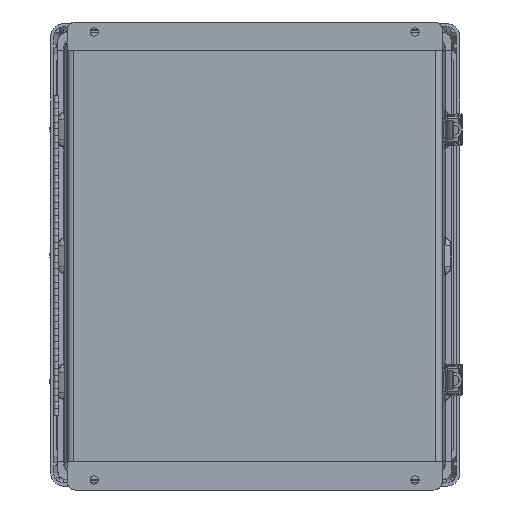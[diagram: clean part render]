
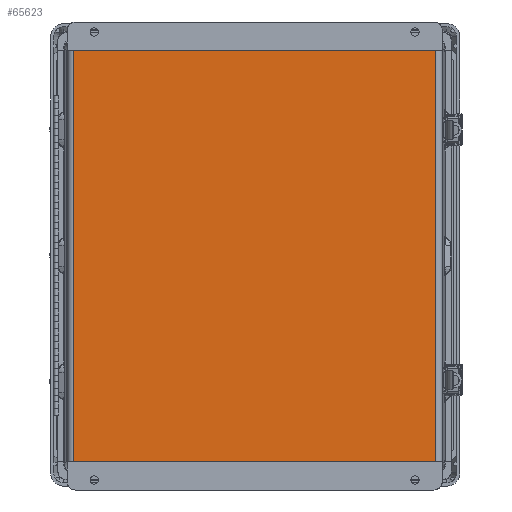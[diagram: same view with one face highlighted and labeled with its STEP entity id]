
A CAD part, front view. The second image highlights one B-rep face of the part: STEP entity #65623.
In plain terms, the highlighted planar face has unit normal (0, -1, 0).
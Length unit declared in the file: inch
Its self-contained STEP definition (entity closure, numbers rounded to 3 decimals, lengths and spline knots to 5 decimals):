
#1322 = CARTESIAN_POINT ( 'NONE',  ( 15.14294, 6.52222, 20.06101 ) ) ;
#2410 = LINE ( 'NONE', #1322, #96303 ) ;
#2766 = CARTESIAN_POINT ( 'NONE',  ( 15.47334, 6.52222, 20.06101 ) ) ;
#2956 = CARTESIAN_POINT ( 'NONE',  ( 15.14294, 6.52222, 4.66731 ) ) ;
#3094 = DIRECTION ( 'NONE',  ( -1., 0., 0. ) ) ;
#4510 = EDGE_CURVE ( 'NONE', #87300, #78438, #11478, .T. ) ;
#5566 = CARTESIAN_POINT ( 'NONE',  ( 15.47334, 6.52222, 4.66731 ) ) ;
#10030 = DIRECTION ( 'NONE',  ( 0., 0., -1. ) ) ;
#11355 = ORIENTED_EDGE ( 'NONE', *, *, #11696, .T. ) ;
#11478 = LINE ( 'NONE', #79437, #101685 ) ;
#11696 = EDGE_CURVE ( 'NONE', #78438, #51561, #19323, .T. ) ;
#11852 = CARTESIAN_POINT ( 'NONE',  ( 15.14294, 6.52222, 20.06101 ) ) ;
#17802 = EDGE_CURVE ( 'NONE', #83697, #87300, #2410, .T. ) ;
#17818 = FACE_OUTER_BOUND ( 'NONE', #50043, .T. ) ;
#19323 = LINE ( 'NONE', #88391, #84990 ) ;
#31731 = LINE ( 'NONE', #5566, #98555 ) ;
#35322 = DIRECTION ( 'NONE',  ( 0., 0., 1. ) ) ;
#39684 = AXIS2_PLACEMENT_3D ( 'NONE', #2766, #85809, #10030 ) ;
#41364 = ORIENTED_EDGE ( 'NONE', *, *, #69253, .F. ) ;
#50043 = EDGE_LOOP ( 'NONE', ( #41364, #50522, #95130, #11355 ) ) ;
#50522 = ORIENTED_EDGE ( 'NONE', *, *, #17802, .T. ) ;
#51561 = VERTEX_POINT ( 'NONE', #99828 ) ;
#65623 = ADVANCED_FACE ( 'NONE', ( #17818 ), #88013, .F. ) ;
#69253 = EDGE_CURVE ( 'NONE', #83697, #51561, #31731, .T. ) ;
#70889 = CARTESIAN_POINT ( 'NONE',  ( 1.56753, 6.52222, 20.06101 ) ) ;
#72440 = DIRECTION ( 'NONE',  ( -1., 0., 0. ) ) ;
#78438 = VERTEX_POINT ( 'NONE', #70889 ) ;
#79437 = CARTESIAN_POINT ( 'NONE',  ( 15.47334, 6.52222, 20.06101 ) ) ;
#83697 = VERTEX_POINT ( 'NONE', #2956 ) ;
#84990 = VECTOR ( 'NONE', #87854, 39.37008 ) ;
#85809 = DIRECTION ( 'NONE',  ( 0., 1., 0. ) ) ;
#87300 = VERTEX_POINT ( 'NONE', #11852 ) ;
#87854 = DIRECTION ( 'NONE',  ( 0., 0., -1. ) ) ;
#88013 = PLANE ( 'NONE',  #39684 ) ;
#88391 = CARTESIAN_POINT ( 'NONE',  ( 1.56753, 6.52222, 4.66731 ) ) ;
#95130 = ORIENTED_EDGE ( 'NONE', *, *, #4510, .T. ) ;
#96303 = VECTOR ( 'NONE', #35322, 39.37008 ) ;
#98555 = VECTOR ( 'NONE', #72440, 39.37008 ) ;
#99828 = CARTESIAN_POINT ( 'NONE',  ( 1.56753, 6.52222, 4.66731 ) ) ;
#101685 = VECTOR ( 'NONE', #3094, 39.37008 ) ;
